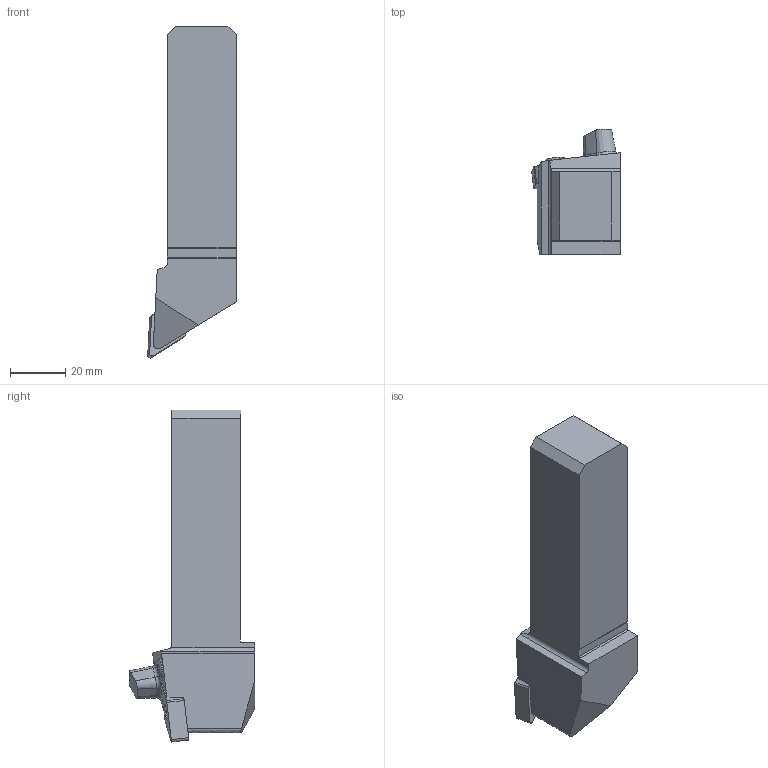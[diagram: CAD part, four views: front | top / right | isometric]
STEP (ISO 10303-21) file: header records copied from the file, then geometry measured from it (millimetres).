
FILE_DESCRIPTION(/* description */ (''),/* implementation_level */ '2;1');
FILE_NAME(/* name */ 'toolassembly_1.stp',/* time_stamp */ '2018-11-02T08:38:40+01:00',/* author */ (''),/* organization */ ('SMS'),/* preprocessor_version */ 'ST-DEVELOPER v15',/* originating_system */ 'SIEMENS PLM Software NX 8.5',/* authorisation */ '');
FILE_SCHEMA (('AUTOMOTIVE_DESIGN { 1 0 10303 214 3 1 1 1 }'));
Length unit declared in the file: millimetre
Products named in the file (4): IsoTurningInsert; ASSEMBLY_CONSTRUCTION; NOCUT; TOOLASSEMBLY_1
Assembly tree (3 placements, depth 2):
  TOOLASSEMBLY_1
    NOCUT
    ASSEMBLY_CONSTRUCTION
    IsoTurningInsert
Bounding box: 32 x 45.22 x 120 mm (x, y, z)
Volume: 76345.1 mm3; surface area: 14475.3 mm2
Topology: 2 solids, 2 shells, 76 faces, 202 edges, 138 vertices
Faces by surface type: plane 42, cylinder 19, cone 8, torus 6, extrusion 1
Full cylindrical faces by diameter (mm): 5.156 x2, 8 x1
Entity records: 2732 total; most frequent: CARTESIAN_POINT 693, DIRECTION 400, ORIENTED_EDGE 388, EDGE_CURVE 194, AXIS2_PLACEMENT_3D 145, VERTEX_POINT 130, VECTOR 110, LINE 109
